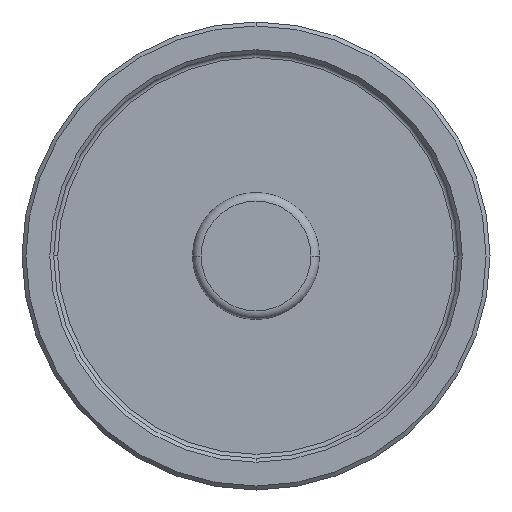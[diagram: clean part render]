
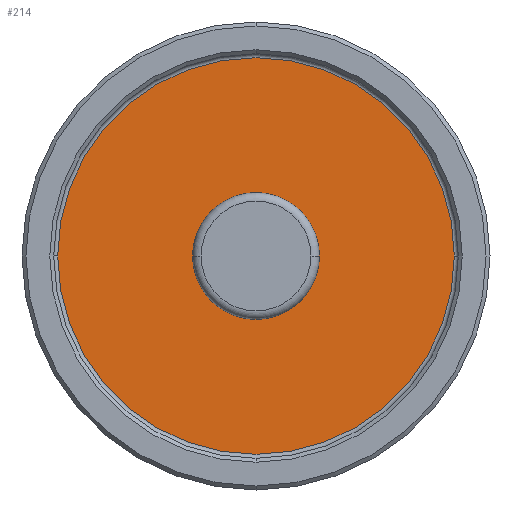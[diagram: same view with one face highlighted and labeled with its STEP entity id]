
A CAD part, front view. The second image highlights one B-rep face of the part: STEP entity #214.
In plain terms, the highlighted planar face has unit normal (0, -1, 0).
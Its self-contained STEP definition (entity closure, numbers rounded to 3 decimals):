
#3 = EDGE_LOOP ( 'NONE', ( #831, #954 ) ) ;
#17 = VERTEX_POINT ( 'NONE', #984 ) ;
#39 = VERTEX_POINT ( 'NONE', #736 ) ;
#99 = CARTESIAN_POINT ( 'NONE',  ( 4.5, 5., 0. ) ) ;
#104 = CIRCLE ( 'NONE', #904, 25. ) ;
#142 = CIRCLE ( 'NONE', #840, 8. ) ;
#161 = EDGE_CURVE ( 'NONE', #571, #331, #960, .T. ) ;
#182 = AXIS2_PLACEMENT_3D ( 'NONE', #515, #504, #526 ) ;
#195 = DIRECTION ( 'NONE',  ( 0., 1., 0. ) ) ;
#211 = EDGE_CURVE ( 'NONE', #17, #39, #567, .T. ) ;
#214 = ADVANCED_FACE ( 'NONE', ( #741, #932 ), #502, .T. ) ;
#246 = CARTESIAN_POINT ( 'NONE',  ( 54.5, 5., 0. ) ) ;
#320 = CARTESIAN_POINT ( 'NONE',  ( 29.5, 5., 0. ) ) ;
#323 = DIRECTION ( 'NONE',  ( 0., -1., 0. ) ) ;
#326 = CARTESIAN_POINT ( 'NONE',  ( 29.5, 5., 0. ) ) ;
#331 = VERTEX_POINT ( 'NONE', #99 ) ;
#334 = DIRECTION ( 'NONE',  ( 1., 0., 0. ) ) ;
#341 = AXIS2_PLACEMENT_3D ( 'NONE', #461, #529, #537 ) ;
#408 = DIRECTION ( 'NONE',  ( 1., 0., 0. ) ) ;
#461 = CARTESIAN_POINT ( 'NONE',  ( 4., 5., 0. ) ) ;
#502 = PLANE ( 'NONE',  #341 ) ;
#504 = DIRECTION ( 'NONE',  ( 0., 1., 0. ) ) ;
#511 = ORIENTED_EDGE ( 'NONE', *, *, #754, .T. ) ;
#515 = CARTESIAN_POINT ( 'NONE',  ( 29.5, 5., 0. ) ) ;
#526 = DIRECTION ( 'NONE',  ( 1., 0., 0. ) ) ;
#529 = DIRECTION ( 'NONE',  ( 0., -1., 0. ) ) ;
#537 = DIRECTION ( 'NONE',  ( 1., 0., 0. ) ) ;
#567 = CIRCLE ( 'NONE', #182, 8. ) ;
#571 = VERTEX_POINT ( 'NONE', #246 ) ;
#583 = EDGE_CURVE ( 'NONE', #331, #571, #104, .T. ) ;
#613 = EDGE_LOOP ( 'NONE', ( #511, #785 ) ) ;
#662 = CARTESIAN_POINT ( 'NONE',  ( 29.5, 5., 0. ) ) ;
#719 = DIRECTION ( 'NONE',  ( 1., 0., 0. ) ) ;
#736 = CARTESIAN_POINT ( 'NONE',  ( 37.5, 5., 0. ) ) ;
#741 = FACE_OUTER_BOUND ( 'NONE', #3, .T. ) ;
#754 = EDGE_CURVE ( 'NONE', #39, #17, #142, .T. ) ;
#785 = ORIENTED_EDGE ( 'NONE', *, *, #211, .T. ) ;
#831 = ORIENTED_EDGE ( 'NONE', *, *, #161, .T. ) ;
#834 = DIRECTION ( 'NONE',  ( 0., -1., 0. ) ) ;
#840 = AXIS2_PLACEMENT_3D ( 'NONE', #662, #195, #719 ) ;
#893 = AXIS2_PLACEMENT_3D ( 'NONE', #320, #323, #334 ) ;
#904 = AXIS2_PLACEMENT_3D ( 'NONE', #326, #834, #408 ) ;
#932 = FACE_BOUND ( 'NONE', #613, .T. ) ;
#954 = ORIENTED_EDGE ( 'NONE', *, *, #583, .T. ) ;
#960 = CIRCLE ( 'NONE', #893, 25. ) ;
#984 = CARTESIAN_POINT ( 'NONE',  ( 21.5, 5., 0. ) ) ;
